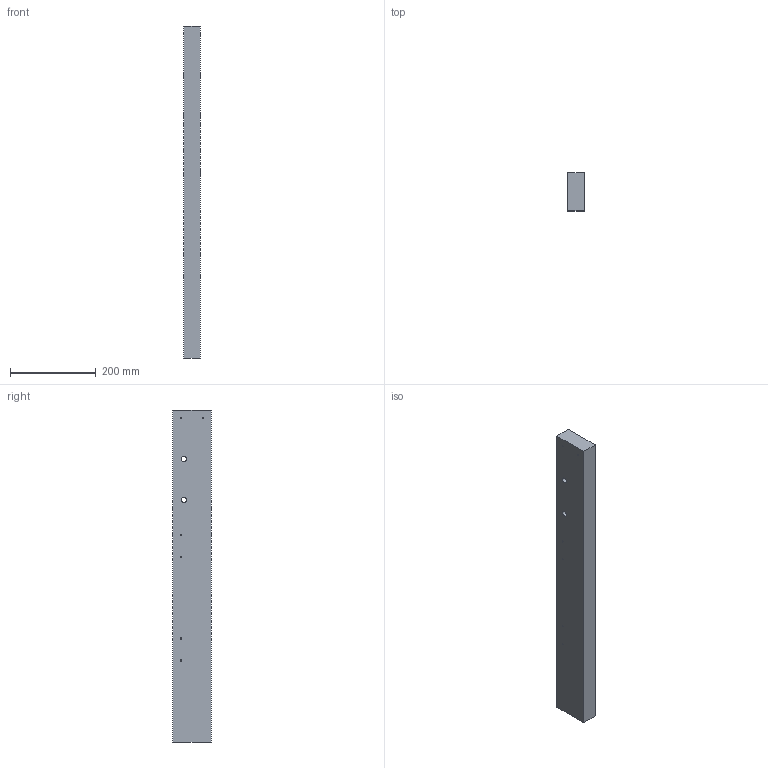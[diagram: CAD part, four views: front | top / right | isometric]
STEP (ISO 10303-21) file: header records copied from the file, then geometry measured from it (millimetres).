
FILE_DESCRIPTION(/* description */ (''),/* implementation_level */ '2;1');
FILE_NAME(/* name */ 'SideLeft.step',/* time_stamp */ '2021-05-01T16:30:47+05:00',/* author */ (''),/* organization */ (''),/* preprocessor_version */ 'ST-DEVELOPER v18.1',/* originating_system */ 'Autodesk Translation Framework v9.7.1.1290',/* authorisation */ '');
FILE_SCHEMA (('AUTOMOTIVE_DESIGN { 1 0 10303 214 3 1 1 }'));
Length unit declared in the file: inch
Products named in the file (1): SideLeft
Bounding box: 38.1 x 88.9 x 774.7 mm (x, y, z)
Volume: 2612214 mm3; surface area: 208233.8 mm2
Topology: 1 solids, 1 shells, 20 faces, 48 edges, 30 vertices
Faces by surface type: cylinder 8, cone 6, plane 6
Full cylindrical faces by diameter (mm): 3.175 x6, 12.7 x2
Entity records: 653 total; most frequent: DIRECTION 112, CARTESIAN_POINT 99, ORIENTED_EDGE 96, EDGE_CURVE 48, AXIS2_PLACEMENT_3D 43, EDGE_LOOP 36, VERTEX_POINT 30, LINE 26
